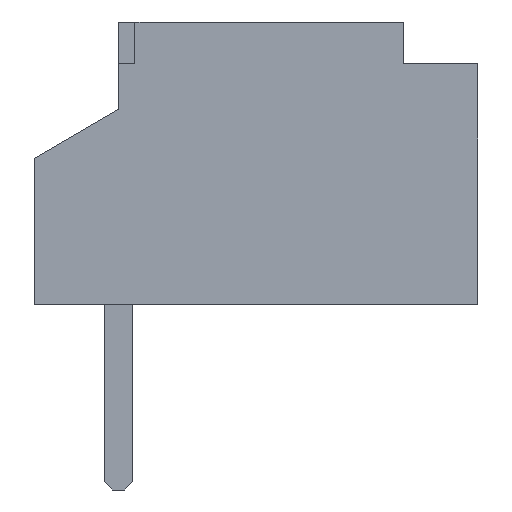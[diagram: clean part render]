
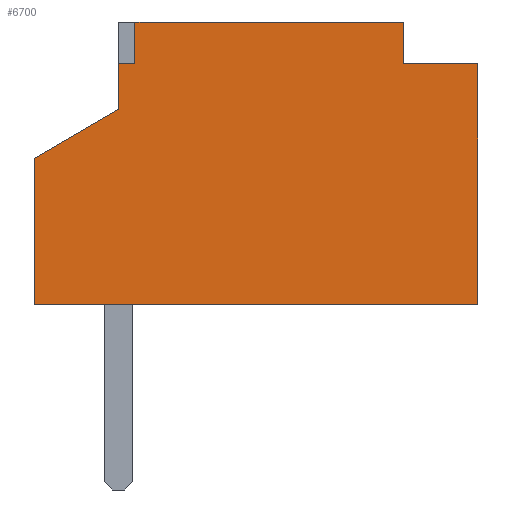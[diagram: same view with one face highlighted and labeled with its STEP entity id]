
A CAD part, left-side view. The second image highlights one B-rep face of the part: STEP entity #6700.
In plain terms, the highlighted planar face has unit normal (-1, 0, 0).
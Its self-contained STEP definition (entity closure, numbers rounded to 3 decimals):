
#51 = ORIENTED_EDGE ( 'NONE', *, *, #19415, .F. ) ;
#163 = EDGE_CURVE ( 'NONE', #10107, #11100, #23575, .T. ) ;
#811 = DIRECTION ( 'NONE',  ( 0., 0., -1. ) ) ;
#1167 = ORIENTED_EDGE ( 'NONE', *, *, #10920, .T. ) ;
#1459 = VECTOR ( 'NONE', #6141, 1000. ) ;
#2743 = DIRECTION ( 'NONE',  ( 0., 0.865, -0.502 ) ) ;
#2834 = ORIENTED_EDGE ( 'NONE', *, *, #15451, .T. ) ;
#2920 = VECTOR ( 'NONE', #17717, 1000. ) ;
#3211 = CARTESIAN_POINT ( 'NONE',  ( -5.875, 1.05, 3.5 ) ) ;
#3308 = FACE_OUTER_BOUND ( 'NONE', #3687, .T. ) ;
#3425 = CARTESIAN_POINT ( 'NONE',  ( -5.875, 1.05, 3.5 ) ) ;
#3626 = ORIENTED_EDGE ( 'NONE', *, *, #11312, .T. ) ;
#3687 = EDGE_LOOP ( 'NONE', ( #13031, #3626, #15887, #1167, #20655, #2834, #51, #14266, #20046, #4830 ) ) ;
#4685 = CARTESIAN_POINT ( 'NONE',  ( -5.875, -4.45, 2.983 ) ) ;
#4830 = ORIENTED_EDGE ( 'NONE', *, *, #10923, .F. ) ;
#4878 = LINE ( 'NONE', #3211, #12017 ) ;
#5232 = CARTESIAN_POINT ( 'NONE',  ( -5.875, 0., 2.42 ) ) ;
#5328 = CARTESIAN_POINT ( 'NONE',  ( -5.875, -3.531, 3.5 ) ) ;
#5337 = CARTESIAN_POINT ( 'NONE',  ( -5.875, -0.2, 2.982 ) ) ;
#5751 = DIRECTION ( 'NONE',  ( 0., -1., 0. ) ) ;
#5874 = CARTESIAN_POINT ( 'NONE',  ( -5.875, -4.45, 3.5 ) ) ;
#6008 = VERTEX_POINT ( 'NONE', #21944 ) ;
#6079 = LINE ( 'NONE', #11566, #22161 ) ;
#6141 = DIRECTION ( 'NONE',  ( 0., 0., 1. ) ) ;
#6700 = ADVANCED_FACE ( 'NONE', ( #3308 ), #14051, .F. ) ;
#6811 = CARTESIAN_POINT ( 'NONE',  ( -5.875, -3.531, 3.5 ) ) ;
#7293 = VERTEX_POINT ( 'NONE', #19277 ) ;
#8108 = CARTESIAN_POINT ( 'NONE',  ( -5.875, 1.05, 2.982 ) ) ;
#8251 = LINE ( 'NONE', #15633, #16247 ) ;
#8403 = VERTEX_POINT ( 'NONE', #5232 ) ;
#8894 = AXIS2_PLACEMENT_3D ( 'NONE', #3425, #10823, #17895 ) ;
#10107 = VERTEX_POINT ( 'NONE', #18856 ) ;
#10138 = VERTEX_POINT ( 'NONE', #18731 ) ;
#10245 = CARTESIAN_POINT ( 'NONE',  ( -5.875, -4.45, 2.983 ) ) ;
#10271 = CARTESIAN_POINT ( 'NONE',  ( -5.875, -4.45, 0. ) ) ;
#10747 = VECTOR ( 'NONE', #21972, 1000. ) ;
#10823 = DIRECTION ( 'NONE',  ( 1., 0., 0. ) ) ;
#10920 = EDGE_CURVE ( 'NONE', #8403, #22993, #8251, .T. ) ;
#10923 = EDGE_CURVE ( 'NONE', #7293, #11100, #4878, .T. ) ;
#11100 = VERTEX_POINT ( 'NONE', #5328 ) ;
#11312 = EDGE_CURVE ( 'NONE', #13754, #10138, #19552, .T. ) ;
#11509 = EDGE_CURVE ( 'NONE', #13754, #7293, #20247, .T. ) ;
#11566 = CARTESIAN_POINT ( 'NONE',  ( -5.875, 1.05, 3.5 ) ) ;
#11606 = LINE ( 'NONE', #4685, #21185 ) ;
#11737 = CARTESIAN_POINT ( 'NONE',  ( -5.875, 1.05, 1.811 ) ) ;
#12017 = VECTOR ( 'NONE', #17701, 1000. ) ;
#12786 = VECTOR ( 'NONE', #20204, 1000. ) ;
#12816 = EDGE_CURVE ( 'NONE', #22993, #6008, #6079, .T. ) ;
#12947 = VERTEX_POINT ( 'NONE', #10271 ) ;
#13031 = ORIENTED_EDGE ( 'NONE', *, *, #11509, .F. ) ;
#13754 = VERTEX_POINT ( 'NONE', #5337 ) ;
#13983 = EDGE_CURVE ( 'NONE', #10138, #8403, #20519, .T. ) ;
#14051 = PLANE ( 'NONE',  #8894 ) ;
#14266 = ORIENTED_EDGE ( 'NONE', *, *, #17339, .T. ) ;
#14567 = LINE ( 'NONE', #5874, #12786 ) ;
#15451 = EDGE_CURVE ( 'NONE', #6008, #12947, #20698, .T. ) ;
#15633 = CARTESIAN_POINT ( 'NONE',  ( -5.875, 1.05, 1.811 ) ) ;
#15887 = ORIENTED_EDGE ( 'NONE', *, *, #13983, .T. ) ;
#16247 = VECTOR ( 'NONE', #2743, 1000. ) ;
#17321 = DIRECTION ( 'NONE',  ( 0., 1., 0. ) ) ;
#17339 = EDGE_CURVE ( 'NONE', #23565, #10107, #11606, .T. ) ;
#17701 = DIRECTION ( 'NONE',  ( 0., -1., 0. ) ) ;
#17717 = DIRECTION ( 'NONE',  ( 0., 0., 1. ) ) ;
#17895 = DIRECTION ( 'NONE',  ( 0., 0., -1. ) ) ;
#18599 = CARTESIAN_POINT ( 'NONE',  ( -5.875, -0.2, 3.5 ) ) ;
#18731 = CARTESIAN_POINT ( 'NONE',  ( -5.875, 0., 2.982 ) ) ;
#18856 = CARTESIAN_POINT ( 'NONE',  ( -5.875, -3.531, 2.983 ) ) ;
#19038 = DIRECTION ( 'NONE',  ( 0., 1., 0. ) ) ;
#19277 = CARTESIAN_POINT ( 'NONE',  ( -5.875, -0.2, 3.5 ) ) ;
#19415 = EDGE_CURVE ( 'NONE', #23565, #12947, #14567, .T. ) ;
#19552 = LINE ( 'NONE', #8108, #20272 ) ;
#20046 = ORIENTED_EDGE ( 'NONE', *, *, #163, .T. ) ;
#20204 = DIRECTION ( 'NONE',  ( 0., 0., -1. ) ) ;
#20247 = LINE ( 'NONE', #18599, #1459 ) ;
#20272 = VECTOR ( 'NONE', #17321, 1000. ) ;
#20519 = LINE ( 'NONE', #23670, #10747 ) ;
#20655 = ORIENTED_EDGE ( 'NONE', *, *, #12816, .T. ) ;
#20698 = LINE ( 'NONE', #22136, #22243 ) ;
#21185 = VECTOR ( 'NONE', #19038, 1000. ) ;
#21944 = CARTESIAN_POINT ( 'NONE',  ( -5.875, 1.05, 0. ) ) ;
#21972 = DIRECTION ( 'NONE',  ( 0., 0., -1. ) ) ;
#22136 = CARTESIAN_POINT ( 'NONE',  ( -5.875, 1.05, 0. ) ) ;
#22161 = VECTOR ( 'NONE', #811, 1000. ) ;
#22243 = VECTOR ( 'NONE', #5751, 1000. ) ;
#22993 = VERTEX_POINT ( 'NONE', #11737 ) ;
#23565 = VERTEX_POINT ( 'NONE', #10245 ) ;
#23575 = LINE ( 'NONE', #6811, #2920 ) ;
#23670 = CARTESIAN_POINT ( 'NONE',  ( -5.875, 0., 2.42 ) ) ;
